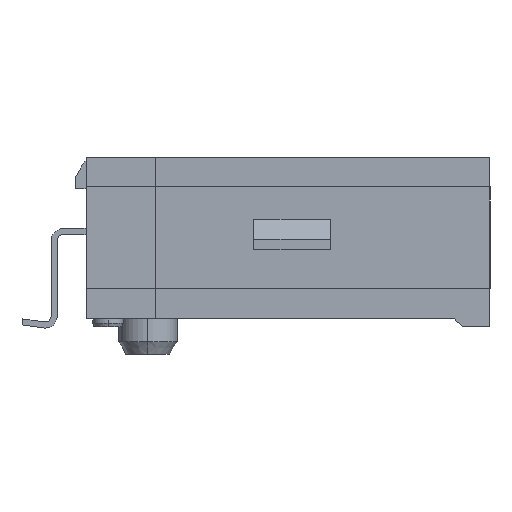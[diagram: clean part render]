
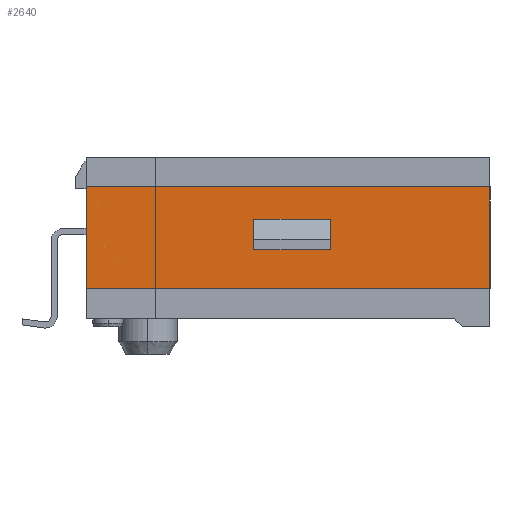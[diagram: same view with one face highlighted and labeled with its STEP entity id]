
A CAD part, left-side view. The second image highlights one B-rep face of the part: STEP entity #2640.
In plain terms, the highlighted planar face has unit normal (-1, 0, 0).
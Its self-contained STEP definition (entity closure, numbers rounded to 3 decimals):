
#2469=CARTESIAN_POINT('',(-19.1,-1.5,4.55));
#2470=VERTEX_POINT('',#2469);
#2477=CARTESIAN_POINT('',(-19.1,-14.65,4.55));
#2478=VERTEX_POINT('',#2477);
#2479=CARTESIAN_POINT('',(-19.1,-14.65,4.55));
#2480=DIRECTION('',(0.0,1.0,0.0));
#2481=VECTOR('',#2480,13.15);
#2482=LINE('',#2479,#2481);
#2483=EDGE_CURVE('',#2478,#2470,#2482,.T.);
#2526=CARTESIAN_POINT('',(-19.1,-1.5,1.25));
#2527=VERTEX_POINT('',#2526);
#2534=CARTESIAN_POINT('',(-19.1,-1.5,1.25));
#2535=DIRECTION('',(0.0,0.0,1.0));
#2536=VECTOR('',#2535,3.3);
#2537=LINE('',#2534,#2536);
#2538=EDGE_CURVE('',#2527,#2470,#2537,.T.);
#2606=CARTESIAN_POINT('',(-19.1,-14.65,1.25));
#2607=VERTEX_POINT('',#2606);
#2608=CARTESIAN_POINT('',(-19.1,-14.65,1.25));
#2609=DIRECTION('',(0.0,0.0,1.0));
#2610=VECTOR('',#2609,3.3);
#2611=LINE('',#2608,#2610);
#2612=EDGE_CURVE('',#2607,#2478,#2611,.T.);
#2624=CARTESIAN_POINT('',(-19.1,-14.65,1.25));
#2625=DIRECTION('',(-1.0,0.0,0.0));
#2626=DIRECTION('',(0.0,0.0,1.0));
#2627=AXIS2_PLACEMENT_3D('',#2624,#2625,#2626);
#2628=PLANE('',#2627);
#2629=ORIENTED_EDGE('',*,*,#2483,.T.);
#2630=ORIENTED_EDGE('',*,*,#2538,.F.);
#2631=CARTESIAN_POINT('',(-19.1,-14.65,1.25));
#2632=DIRECTION('',(0.0,1.0,0.0));
#2633=VECTOR('',#2632,13.15);
#2634=LINE('',#2631,#2633);
#2635=EDGE_CURVE('',#2607,#2527,#2634,.T.);
#2636=ORIENTED_EDGE('',*,*,#2635,.F.);
#2637=ORIENTED_EDGE('',*,*,#2612,.T.);
#2638=EDGE_LOOP('',(#2629,#2630,#2636,#2637));
#2639=FACE_OUTER_BOUND('',#2638,.T.);
#2640=ADVANCED_FACE('',(#2639),#2628,.T.);
